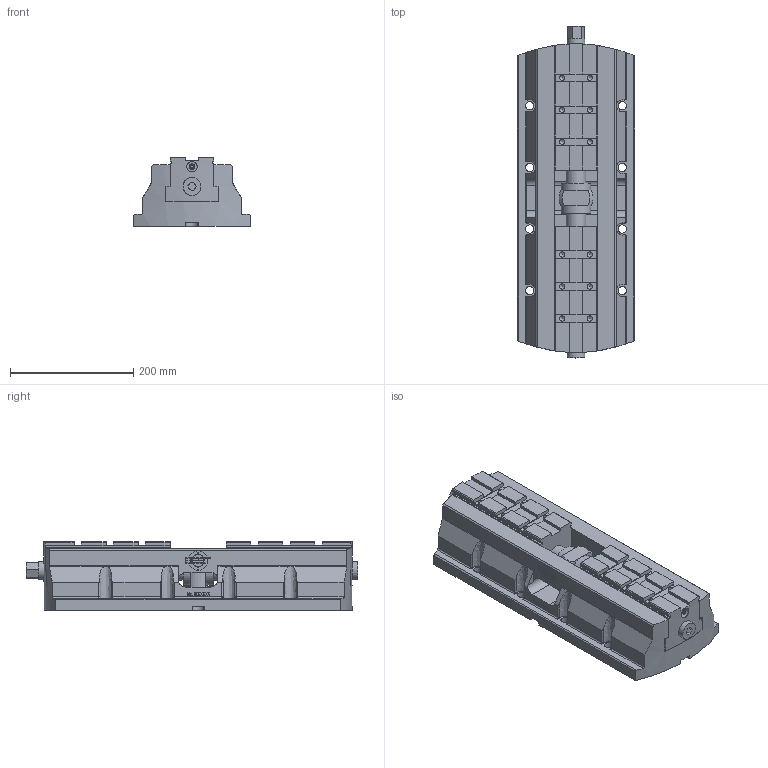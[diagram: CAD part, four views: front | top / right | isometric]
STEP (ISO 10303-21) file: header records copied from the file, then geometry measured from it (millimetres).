
FILE_DESCRIPTION((''),'2;1');
FILE_NAME('200-0500-010-Kunde.stp','2010-12-02T10:58:31',('Meier'),(''),'Autodesk Inventor 2010','Autodesk Inventor 2010','');
FILE_SCHEMA(('CONFIG_CONTROL_DESIGN'));
Length unit declared in the file: millimetre
Products named in the file (1): 200-0500-010-Kunde
Bounding box: 190 x 539 x 112 mm (x, y, z)
Volume: 7310641.3 mm3; surface area: 397340.7 mm2
Topology: 3 solids, 3 shells, 757 faces, 2050 edges, 1322 vertices
Faces by surface type: plane 452, cylinder 134, bspline 127, cone 40, torus 2, sphere 2
Full cylindrical faces by diameter (mm): 4 x2, 6.917 x2, 17 x2, 29 x2, 32 x2, 48 x2, 90 x1
Entity records: 25451 total; most frequent: CARTESIAN_POINT 6688, ORIENTED_EDGE 3842, DIRECTION 3417, EDGE_CURVE 1921, VECTOR 1315, LINE 1315, VERTEX_POINT 1268, AXIS2_PLACEMENT_3D 1051
